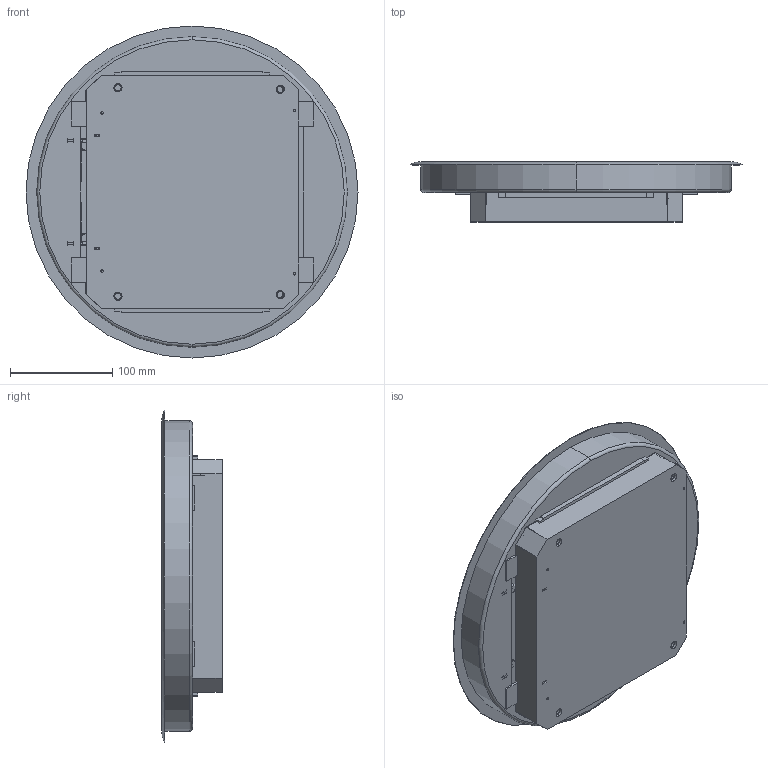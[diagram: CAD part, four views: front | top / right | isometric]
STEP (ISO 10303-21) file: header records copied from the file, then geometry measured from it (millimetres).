
FILE_DESCRIPTION (( 'STEP AP214' ), '1' );
FILE_NAME ('012643.stp', '2016-04-26T11:50:25', ( '' ), ( '' ), 'SwSTEP 2.0', 'SolidWorks 2014', '' );
FILE_SCHEMA (( 'AUTOMOTIVE_DESIGN' ));
Length unit declared in the file: millimetre
Products named in the file (12): 012040_Standard; 012359_Standard; 012239_Standard; 42843F_42843F; 012080_Standard; 42305P_Standard; 43644A_Standard; 40318A1_Standard; P_P_43348A_1_Standard; 012643; 43643A; 011919_Standard
Assembly tree (11 placements, depth 3):
  012643
    P_P_43348A_1_Standard
    43643A
    40318A1_Standard
      43644A_Standard
      42843F_42843F
    42305P_Standard
    012359_Standard
      012239_Standard
      012040_Standard
      012080_Standard
      011919_Standard
Bounding box: 325 x 59 x 325 mm (x, y, z)
Volume: 1167172.2 mm3; surface area: 613063.3 mm2
Topology: 9 solids, 9 shells, 659 faces, 1742 edges, 1093 vertices
Faces by surface type: plane 346, cylinder 186, torus 46, bspline 38, cone 37, sphere 6
Entity records: 23338 total; most frequent: CARTESIAN_POINT 5098, ORIENTED_EDGE 3448, DIRECTION 3184, EDGE_CURVE 1724, LINE 1102, VECTOR 1102, VERTEX_POINT 1093, AXIS2_PLACEMENT_3D 1041
